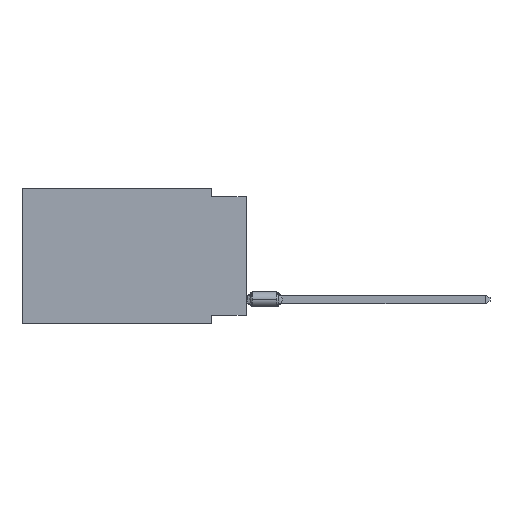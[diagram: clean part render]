
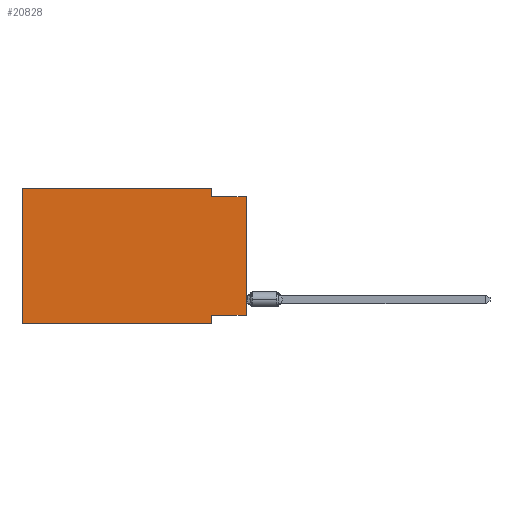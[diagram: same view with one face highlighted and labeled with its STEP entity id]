
A CAD part, left-side view. The second image highlights one B-rep face of the part: STEP entity #20828.
In plain terms, the highlighted planar face has unit normal (-1, 0, 0).
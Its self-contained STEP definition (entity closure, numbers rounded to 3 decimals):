
#560 = EDGE_CURVE ( 'NONE', #12219, #29803, #8835, .T. ) ;
#1863 = DIRECTION ( 'NONE',  ( 0., -1., 0. ) ) ;
#2049 = LINE ( 'NONE', #6404, #26365 ) ;
#3139 = LINE ( 'NONE', #24780, #30065 ) ;
#3627 = ORIENTED_EDGE ( 'NONE', *, *, #13373, .F. ) ;
#3896 = CARTESIAN_POINT ( 'NONE',  ( 0., 2.54, -0.635 ) ) ;
#4760 = EDGE_CURVE ( 'NONE', #23926, #30390, #11441, .T. ) ;
#5172 = EDGE_LOOP ( 'NONE', ( #11950, #29679, #17438, #21825, #6110, #24125, #8204, #3627 ) ) ;
#5501 = CARTESIAN_POINT ( 'NONE',  ( 0., 16.383, 0. ) ) ;
#5831 = DIRECTION ( 'NONE',  ( 0., 0., -1. ) ) ;
#6110 = ORIENTED_EDGE ( 'NONE', *, *, #12067, .F. ) ;
#6178 = EDGE_CURVE ( 'NONE', #8016, #30390, #27008, .T. ) ;
#6404 = CARTESIAN_POINT ( 'NONE',  ( 0., 16.383, 0. ) ) ;
#6517 = CARTESIAN_POINT ( 'NONE',  ( 0., 0., -0.635 ) ) ;
#6772 = LINE ( 'NONE', #16172, #12876 ) ;
#7267 = CARTESIAN_POINT ( 'NONE',  ( 0., 2.54, -9.271 ) ) ;
#7573 = LINE ( 'NONE', #14967, #19801 ) ;
#8016 = VERTEX_POINT ( 'NONE', #7267 ) ;
#8063 = CARTESIAN_POINT ( 'NONE',  ( 0., 0., -0.635 ) ) ;
#8204 = ORIENTED_EDGE ( 'NONE', *, *, #6178, .F. ) ;
#8308 = DIRECTION ( 'NONE',  ( 0., 0., -1. ) ) ;
#8835 = LINE ( 'NONE', #6517, #21900 ) ;
#9824 = DIRECTION ( 'NONE',  ( 0., 1., 0. ) ) ;
#9973 = CARTESIAN_POINT ( 'NONE',  ( 0., 0., -9.271 ) ) ;
#10245 = DIRECTION ( 'NONE',  ( 0., 0., 1. ) ) ;
#11441 = LINE ( 'NONE', #15773, #12952 ) ;
#11950 = ORIENTED_EDGE ( 'NONE', *, *, #24853, .T. ) ;
#12067 = EDGE_CURVE ( 'NONE', #23926, #14071, #3139, .T. ) ;
#12219 = VERTEX_POINT ( 'NONE', #3896 ) ;
#12613 = DIRECTION ( 'NONE',  ( 0., 0., -1. ) ) ;
#12876 = VECTOR ( 'NONE', #12613, 1000. ) ;
#12952 = VECTOR ( 'NONE', #23049, 1000. ) ;
#13373 = EDGE_CURVE ( 'NONE', #27335, #8016, #22028, .T. ) ;
#14071 = VERTEX_POINT ( 'NONE', #23636 ) ;
#14967 = CARTESIAN_POINT ( 'NONE',  ( 0., 0., 0. ) ) ;
#15083 = PLANE ( 'NONE',  #24079 ) ;
#15773 = CARTESIAN_POINT ( 'NONE',  ( 0., 16.383, -9.906 ) ) ;
#16172 = CARTESIAN_POINT ( 'NONE',  ( 0., 2.54, 0. ) ) ;
#16326 = EDGE_CURVE ( 'NONE', #18976, #12219, #6772, .T. ) ;
#17438 = ORIENTED_EDGE ( 'NONE', *, *, #16326, .F. ) ;
#18305 = CARTESIAN_POINT ( 'NONE',  ( 0., 2.54, -9.906 ) ) ;
#18435 = DIRECTION ( 'NONE',  ( 0., -1., 0. ) ) ;
#18976 = VERTEX_POINT ( 'NONE', #24204 ) ;
#19801 = VECTOR ( 'NONE', #24105, 1000. ) ;
#20417 = VECTOR ( 'NONE', #5831, 1000. ) ;
#20663 = CARTESIAN_POINT ( 'NONE',  ( 0., 16.383, -9.906 ) ) ;
#20828 = ADVANCED_FACE ( 'NONE', ( #21885 ), #15083, .F. ) ;
#21825 = ORIENTED_EDGE ( 'NONE', *, *, #25871, .F. ) ;
#21885 = FACE_OUTER_BOUND ( 'NONE', #5172, .T. ) ;
#21900 = VECTOR ( 'NONE', #1863, 1000. ) ;
#22028 = LINE ( 'NONE', #9973, #29136 ) ;
#22195 = DIRECTION ( 'NONE',  ( 1., 0., 0. ) ) ;
#23049 = DIRECTION ( 'NONE',  ( 0., -1., 0. ) ) ;
#23636 = CARTESIAN_POINT ( 'NONE',  ( 0., 16.383, 0. ) ) ;
#23926 = VERTEX_POINT ( 'NONE', #20663 ) ;
#24079 = AXIS2_PLACEMENT_3D ( 'NONE', #5501, #22195, #8308 ) ;
#24105 = DIRECTION ( 'NONE',  ( 0., 0., 1. ) ) ;
#24125 = ORIENTED_EDGE ( 'NONE', *, *, #4760, .T. ) ;
#24204 = CARTESIAN_POINT ( 'NONE',  ( 0., 2.54, 0. ) ) ;
#24780 = CARTESIAN_POINT ( 'NONE',  ( 0., 16.383, 0. ) ) ;
#24853 = EDGE_CURVE ( 'NONE', #27335, #29803, #7573, .T. ) ;
#24933 = CARTESIAN_POINT ( 'NONE',  ( 0., 0., -9.271 ) ) ;
#25871 = EDGE_CURVE ( 'NONE', #14071, #18976, #2049, .T. ) ;
#26365 = VECTOR ( 'NONE', #18435, 1000. ) ;
#27008 = LINE ( 'NONE', #29504, #20417 ) ;
#27335 = VERTEX_POINT ( 'NONE', #24933 ) ;
#29136 = VECTOR ( 'NONE', #9824, 1000. ) ;
#29504 = CARTESIAN_POINT ( 'NONE',  ( 0., 2.54, -9.906 ) ) ;
#29679 = ORIENTED_EDGE ( 'NONE', *, *, #560, .F. ) ;
#29803 = VERTEX_POINT ( 'NONE', #8063 ) ;
#30065 = VECTOR ( 'NONE', #10245, 1000. ) ;
#30390 = VERTEX_POINT ( 'NONE', #18305 ) ;
